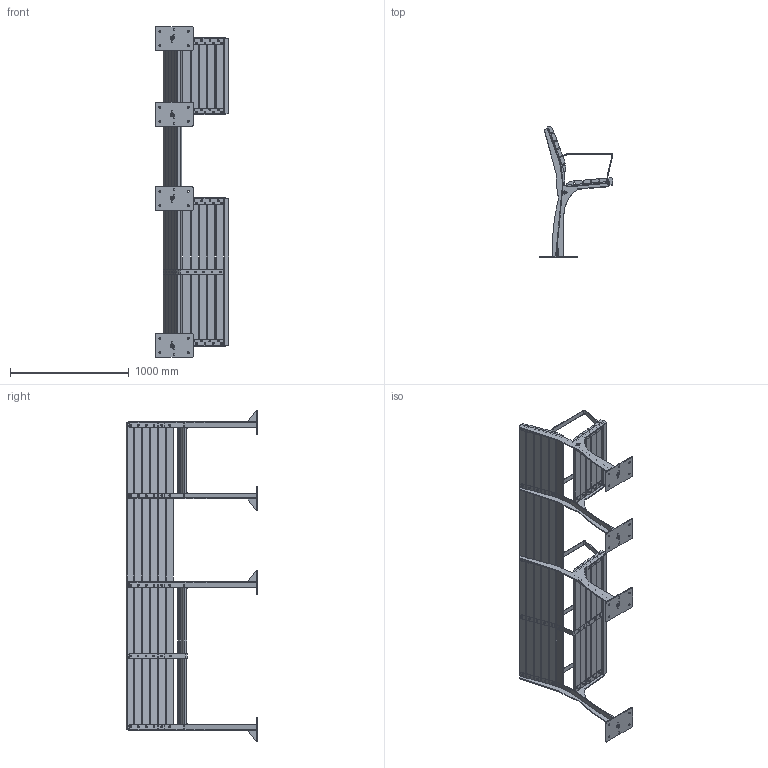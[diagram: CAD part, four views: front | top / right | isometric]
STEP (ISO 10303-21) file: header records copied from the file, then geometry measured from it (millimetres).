
FILE_DESCRIPTION (( 'STEP AP203' ), '1' );
FILE_NAME ('GRBE_2600SAS.STEP', '2021-03-04T07:17:28', ( '' ), ( '' ), 'SwSTEP 2.0', 'SolidWorks 2020', '' );
FILE_SCHEMA (( 'CONFIG_CONTROL_DESIGN' ));
Length unit declared in the file: millimetre
Products named in the file (27): GRBE_2600SAS_Wood4; GRBE Ground Reinf; GRBE_2600SAS_Wood5; GRBE Leg L Senior_GRBE Leg L Senior; GRBE Armrest Mid; GRBE Base Reinf Mid Armrest; GRBE_2600SAS_Wood4.2; GRBE Ground plate; GRBE Base Mid LAS; GRBE Leg Mid R Senior_GRBE Leg Mid R Senior; GRBE_2600SAS_Wood3.2; GRBE_2600SAS_Wood5.2; GRBE_2600SAS_Wood2; GRBE Leg Mid L Senior_GRBE Leg Mid L Senior; GRBE_2600SAS_Wood1; FURNS Brandtag sticker; GRBE Leg R Senior_GRBE Leg R Senior; GRBE Seat Reinf; GRBE_2600SAS_Wood3; GRBE Base LAS; GRBE Armrest L; GRBE_2600SAS; GRBE Leg Reinf Armrest Senior; GRBE Base Mid RAS; GRBE Seat Reinf Mid A; GRBE Base RAS; GRBE Armrest R
Assembly tree (50 placements, depth 3):
  GRBE_2600SAS
    GRBE Base LAS
      GRBE Leg L Senior_GRBE Leg L Senior
      GRBE Leg Reinf Armrest Senior
      GRBE Ground Reinf
      GRBE Ground plate
      GRBE Seat Reinf
      GRBE Armrest L
    GRBE Base RAS
      GRBE Ground plate
      GRBE Leg R Senior_GRBE Leg R Senior
      GRBE Ground Reinf
      GRBE Leg Reinf Armrest Senior
      GRBE Armrest R
      GRBE Seat Reinf
    GRBE Base Mid RAS
      GRBE Ground plate
      GRBE Leg Mid R Senior_GRBE Leg Mid R Senior
      GRBE Ground Reinf
      GRBE Leg Reinf Armrest Senior
      GRBE Armrest R
      GRBE Seat Reinf
    GRBE Base Mid LAS
      GRBE Leg Mid L Senior_GRBE Leg Mid L Senior
      GRBE Leg Reinf Armrest Senior
      GRBE Ground Reinf
      GRBE Ground plate
      GRBE Seat Reinf
      GRBE Armrest L
    GRBE Base Reinf Mid Armrest
      GRBE Seat Reinf Mid A
      GRBE Armrest Mid
    GRBE_2600SAS_Wood1  x2
    GRBE_2600SAS_Wood2  x4
    GRBE_2600SAS_Wood3
    GRBE_2600SAS_Wood4  x4
    GRBE_2600SAS_Wood5
    GRBE_2600SAS_Wood3.2
    GRBE_2600SAS_Wood4.2  x4
    GRBE_2600SAS_Wood5.2
    FURNS Brandtag sticker
Bounding box: 622.87 x 1107.06 x 2789.5 mm (x, y, z)
Volume: 69100748.8 mm3; surface area: 7714918.2 mm2
Topology: 45 solids, 45 shells, 1535 faces, 3905 edges, 2480 vertices
Faces by surface type: plane 876, cylinder 403, cone 170, bspline 86
Entity records: 31211 total; most frequent: CARTESIAN_POINT 5946, ORIENTED_EDGE 4592, DIRECTION 4302, EDGE_CURVE 2296, VECTOR 1658, LINE 1658, VERTEX_POINT 1474, AXIS2_PLACEMENT_3D 1322
